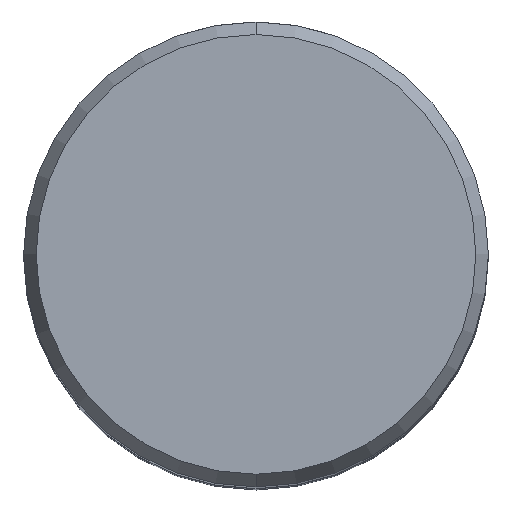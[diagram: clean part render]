
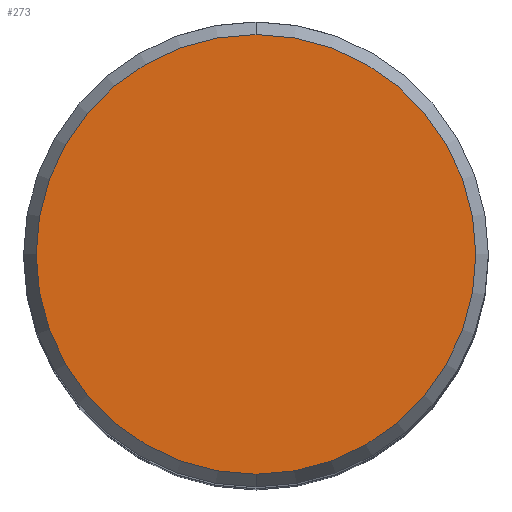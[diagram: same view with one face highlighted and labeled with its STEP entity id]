
A CAD part, top view. The second image highlights one B-rep face of the part: STEP entity #273.
In plain terms, the highlighted planar face has unit normal (0, 0, 1).
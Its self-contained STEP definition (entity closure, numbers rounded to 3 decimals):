
#249=EDGE_CURVE('',#347,#311,#630,.T.);
#273=ADVANCED_FACE('',(#654),#655,.T.);
#311=VERTEX_POINT('',#696);
#347=VERTEX_POINT('',#738);
#519=EDGE_CURVE('',#311,#347,#930,.T.);
#630=CIRCLE('',#1067,12.012);
#654=FACE_OUTER_BOUND('',#1157,.T.);
#655=PLANE('',#1158);
#696=CARTESIAN_POINT('',(0.,-12.012,0.));
#738=CARTESIAN_POINT('',(0.0,12.012,0.));
#930=CIRCLE('',#1808,12.012);
#1067=AXIS2_PLACEMENT_3D('',#1944,#1945,#1946);
#1157=EDGE_LOOP('',(#1965,#1966));
#1158=AXIS2_PLACEMENT_3D('',#1967,#1968,#1969);
#1808=AXIS2_PLACEMENT_3D('',#2288,#2289,#2290);
#1944=CARTESIAN_POINT('',(0.0,0.0,0.));
#1945=DIRECTION('',(0.0,0.0,-1.0));
#1946=DIRECTION('',(0.0,1.0,0.0));
#1965=ORIENTED_EDGE('',*,*,#249,.F.);
#1966=ORIENTED_EDGE('',*,*,#519,.F.);
#1967=CARTESIAN_POINT('',(0.0,6.006,0.));
#1968=DIRECTION('',(-0.0,0.0,1.0));
#1969=DIRECTION('',(0.0,-1.0,0.0));
#2288=CARTESIAN_POINT('',(0.0,0.0,0.));
#2289=DIRECTION('',(0.0,0.0,-1.0));
#2290=DIRECTION('',(0.0,1.0,0.0));
